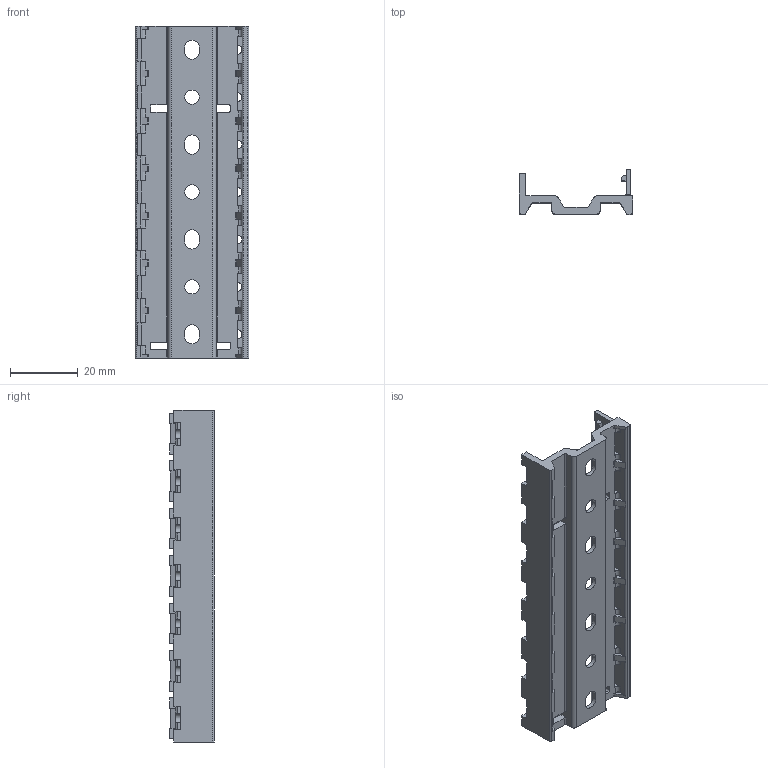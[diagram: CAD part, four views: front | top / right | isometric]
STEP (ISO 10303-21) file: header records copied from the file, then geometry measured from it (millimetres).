
FILE_DESCRIPTION((''),'2;1');
FILE_NAME('00175160700','2019-10-24T',('presta_be4'),(''),'CREO PARAMETRIC BY PTC INC, 2018360','CREO PARAMETRIC BY PTC INC, 2018360','');
FILE_SCHEMA(('CONFIG_CONTROL_DESIGN'));
Length unit declared in the file: millimetre
Products named in the file (1): 00175160700
Bounding box: 33.55 x 13.25 x 98 mm (x, y, z)
Volume: 9990.2 mm3; surface area: 12833.6 mm2
Topology: 1 solids, 1 shells, 573 faces, 1741 edges, 1138 vertices
Faces by surface type: plane 390, cylinder 183
Entity records: 19670 total; most frequent: CARTESIAN_POINT 3753, ORIENTED_EDGE 3482, DIRECTION 3197, EDGE_CURVE 1741, VECTOR 1291, LINE 1291, VERTEX_POINT 1138, AXIS2_PLACEMENT_3D 953
